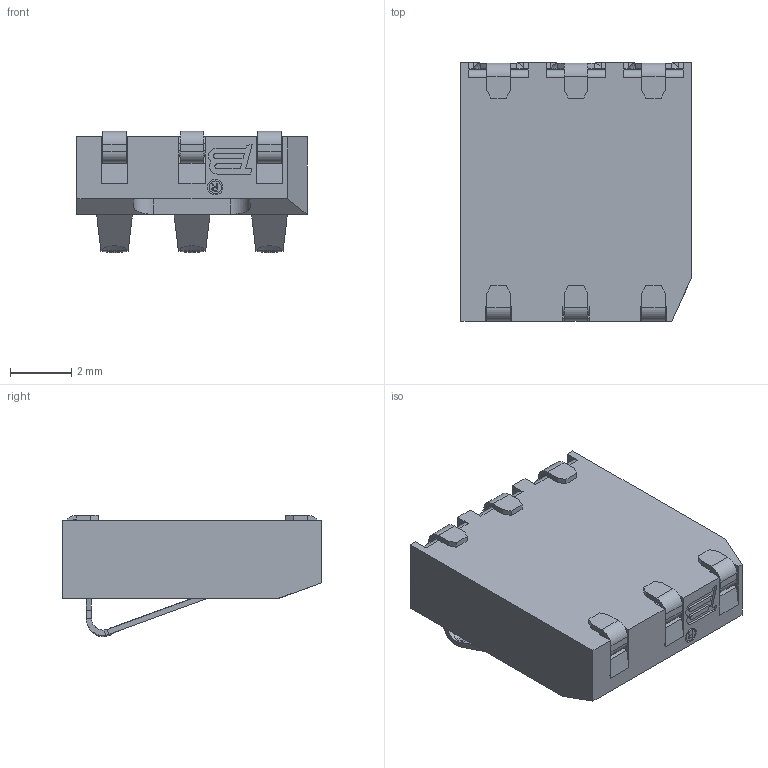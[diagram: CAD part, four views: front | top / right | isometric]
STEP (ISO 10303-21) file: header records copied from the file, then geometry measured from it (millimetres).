
FILE_DESCRIPTION((''),'2;1');
FILE_NAME('70AAJ-3-M0','2021-11-08T16:36:17',('RICKB'),('Bourns, Inc.'),'CREO PARAMETRIC BY PTC INC, 2018050','CREO PARAMETRIC BY PTC INC, 2018050','');
FILE_SCHEMA(('AUTOMOTIVE_DESIGN { 1 0 10303 214 1 1 1 1 }'));
Length unit declared in the file: inch
Products named in the file (1): 70AAJ-3-M0
Bounding box: 7.54 x 8.48 x 3.97 mm (x, y, z)
Volume: 98.1 mm3; surface area: 485 mm2
Topology: 1 solids, 1 shells, 615 faces, 1627 edges, 979 vertices
Faces by surface type: plane 437, cylinder 124, bspline 48, sphere 6
Entity records: 25626 total; most frequent: CARTESIAN_POINT 5390, ORIENTED_EDGE 3230, DIRECTION 2927, PRESENTATION_STYLE_ASSIGNMENT 1649, STYLED_ITEM 1619, CURVE_STYLE 1615, EDGE_CURVE 1615, VECTOR 1277
